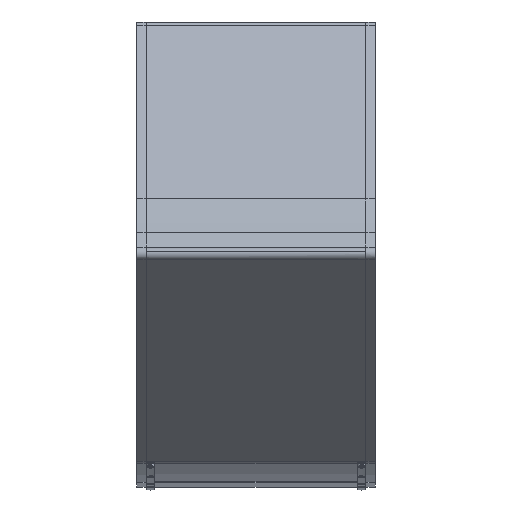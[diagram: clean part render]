
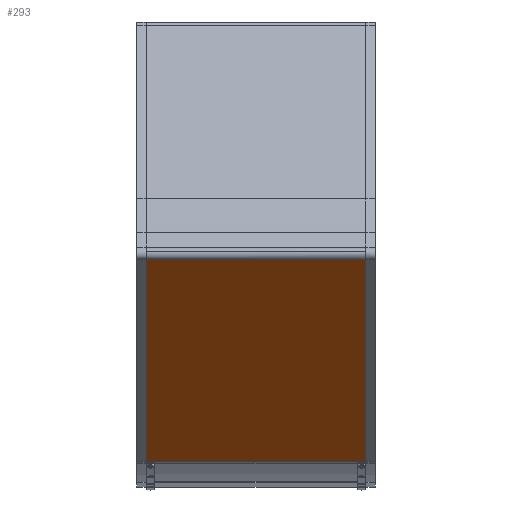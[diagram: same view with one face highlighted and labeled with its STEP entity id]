
A CAD part, top view. The second image highlights one B-rep face of the part: STEP entity #293.
In plain terms, the highlighted planar face has unit normal (0, -0.872, 0.49).
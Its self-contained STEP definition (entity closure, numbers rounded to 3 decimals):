
#293=ADVANCED_FACE('',(#629),#4870,.T.);
#629=FACE_OUTER_BOUND('',#965,.T.);
#965=EDGE_LOOP('',(#1598,#1599,#1600,#1601));
#1598=ORIENTED_EDGE('',*,*,#2991,.F.);
#1599=ORIENTED_EDGE('',*,*,#2986,.F.);
#1600=ORIENTED_EDGE('',*,*,#2979,.F.);
#1601=ORIENTED_EDGE('',*,*,#2990,.F.);
#2979=EDGE_CURVE('',#4469,#4465,#3685,.T.);
#2986=EDGE_CURVE('',#4465,#4473,#3691,.T.);
#2990=EDGE_CURVE('',#4475,#4469,#3694,.T.);
#2991=EDGE_CURVE('',#4473,#4475,#3695,.T.);
#3685=B_SPLINE_CURVE_WITH_KNOTS('',1,(#6210,#6211),.UNSPECIFIED.,.F.,.F.,
(2,2),(0.,862.722),.UNSPECIFIED.);
#3691=B_SPLINE_CURVE_WITH_KNOTS('',1,(#6225,#6226),.UNSPECIFIED.,.F.,.F.,
(2,2),(0.,460.),.UNSPECIFIED.);
#3694=B_SPLINE_CURVE_WITH_KNOTS('',1,(#6234,#6235),.UNSPECIFIED.,.F.,.F.,
(2,2),(0.,460.),.UNSPECIFIED.);
#3695=B_SPLINE_CURVE_WITH_KNOTS('',1,(#6236,#6237),.UNSPECIFIED.,.F.,.F.,
(2,2),(0.,862.722),.UNSPECIFIED.);
#4465=VERTEX_POINT('',#6166);
#4469=VERTEX_POINT('',#6170);
#4473=VERTEX_POINT('',#6174);
#4475=VERTEX_POINT('',#6176);
#4870=PLANE('',#5226);
#5226=AXIS2_PLACEMENT_3D('',#6144,#5335,$);
#5335=DIRECTION('',(0.,-0.872,0.49));
#6144=CARTESIAN_POINT('',(-230.,53.287,303.141));
#6166=CARTESIAN_POINT('',(230.,53.287,303.141));
#6170=CARTESIAN_POINT('',(230.,475.656,1055.4));
#6174=CARTESIAN_POINT('',(-230.,53.287,303.141));
#6176=CARTESIAN_POINT('',(-230.,475.656,1055.4));
#6210=CARTESIAN_POINT('',(230.,475.656,1055.4));
#6211=CARTESIAN_POINT('',(230.,53.287,303.141));
#6225=CARTESIAN_POINT('',(230.,53.287,303.141));
#6226=CARTESIAN_POINT('',(-230.,53.287,303.141));
#6234=CARTESIAN_POINT('',(-230.,475.656,1055.4));
#6235=CARTESIAN_POINT('',(230.,475.656,1055.4));
#6236=CARTESIAN_POINT('',(-230.,53.287,303.141));
#6237=CARTESIAN_POINT('',(-230.,475.656,1055.4));
